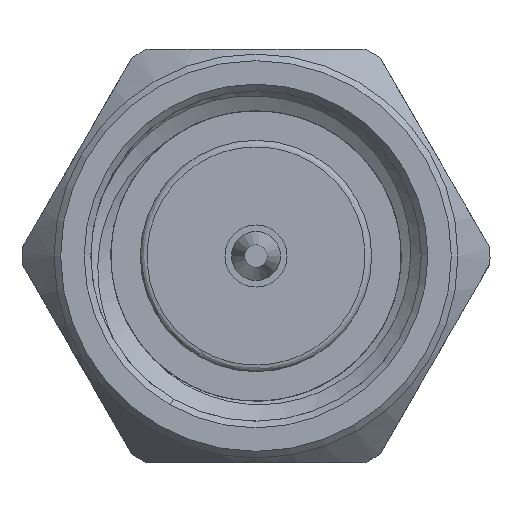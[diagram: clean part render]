
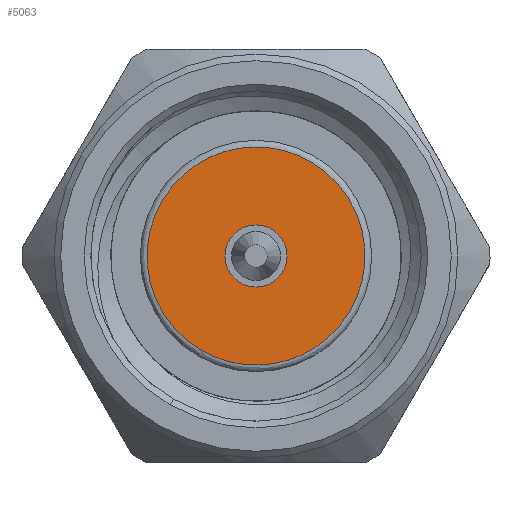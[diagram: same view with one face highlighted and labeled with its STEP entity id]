
A CAD part, left-side view. The second image highlights one B-rep face of the part: STEP entity #5063.
In plain terms, the highlighted planar face has unit normal (-1, 0, 0).
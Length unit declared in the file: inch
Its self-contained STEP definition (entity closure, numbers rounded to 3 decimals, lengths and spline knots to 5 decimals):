
#40 = EDGE_CURVE ( 'NONE', #5334, #5440, #1726, .T. ) ;
#105 = EDGE_LOOP ( 'NONE', ( #3292, #314 ) ) ;
#302 = EDGE_LOOP ( 'NONE', ( #2557 ) ) ;
#314 = ORIENTED_EDGE ( 'NONE', *, *, #40, .F. ) ;
#492 = CARTESIAN_POINT ( 'NONE',  ( 0.1, -0.04125, 0.07145 ) ) ;
#1032 = EDGE_CURVE ( 'NONE', #2973, #2973, #3099, .T. ) ;
#1070 = DIRECTION ( 'NONE',  ( 0., 0.5, -0.866 ) ) ;
#1157 = PLANE ( 'NONE',  #3580 ) ;
#1174 =( BOUNDED_CURVE ( )  B_SPLINE_CURVE ( 3, ( #4466, #1327, #1353, #492 ),
 .UNSPECIFIED., .F., .T. ) 
 B_SPLINE_CURVE_WITH_KNOTS ( ( 4, 4 ),
 ( 0., 1. ),
 .UNSPECIFIED. ) 
 CURVE ( )  GEOMETRIC_REPRESENTATION_ITEM ( )  RATIONAL_B_SPLINE_CURVE ( ( 1., 0.333, 0.333, 1. ) ) 
 REPRESENTATION_ITEM ( '' )  );
#1327 = CARTESIAN_POINT ( 'NONE',  ( 0.1, 0.18414, 0.01105 ) ) ;
#1353 = CARTESIAN_POINT ( 'NONE',  ( 0.1, 0.10164, 0.15395 ) ) ;
#1509 = EDGE_CURVE ( 'NONE', #5440, #5334, #1174, .T. ) ;
#1553 = DIRECTION ( 'NONE',  ( 1., 0., 0. ) ) ;
#1676 = CARTESIAN_POINT ( 'NONE',  ( 0.1, -0.10164, -0.15395 ) ) ;
#1726 =( BOUNDED_CURVE ( )  B_SPLINE_CURVE ( 3, ( #1956, #3804, #1676, #4666 ),
 .UNSPECIFIED., .F., .F. ) 
 B_SPLINE_CURVE_WITH_KNOTS ( ( 4, 4 ),
 ( 0., 1. ),
 .UNSPECIFIED. ) 
 CURVE ( )  GEOMETRIC_REPRESENTATION_ITEM ( )  RATIONAL_B_SPLINE_CURVE ( ( 1., 0.333, 0.333, 1. ) ) 
 REPRESENTATION_ITEM ( '' )  );
#1956 = CARTESIAN_POINT ( 'NONE',  ( 0.1, -0.04125, 0.07145 ) ) ;
#2557 = ORIENTED_EDGE ( 'NONE', *, *, #1032, .F. ) ;
#2973 = VERTEX_POINT ( 'NONE', #5602 ) ;
#3099 = CIRCLE ( 'NONE', #4109, 0.0235 ) ;
#3247 = DIRECTION ( 'NONE',  ( -1., 0., 0. ) ) ;
#3292 = ORIENTED_EDGE ( 'NONE', *, *, #1509, .F. ) ;
#3363 = FACE_OUTER_BOUND ( 'NONE', #105, .T. ) ;
#3580 = AXIS2_PLACEMENT_3D ( 'NONE', #5481, #1553, #5601 ) ;
#3742 = FACE_BOUND ( 'NONE', #302, .T. ) ;
#3804 = CARTESIAN_POINT ( 'NONE',  ( 0.1, -0.18414, -0.01105 ) ) ;
#3848 = CARTESIAN_POINT ( 'NONE',  ( 0.1, -0.04125, 0.07145 ) ) ;
#3905 = CARTESIAN_POINT ( 'NONE',  ( 0.1, 0.04125, -0.07145 ) ) ;
#4089 = CARTESIAN_POINT ( 'NONE',  ( 0.1, 0., 0. ) ) ;
#4109 = AXIS2_PLACEMENT_3D ( 'NONE', #4089, #3247, #1070 ) ;
#4466 = CARTESIAN_POINT ( 'NONE',  ( 0.1, 0.04125, -0.07145 ) ) ;
#4666 = CARTESIAN_POINT ( 'NONE',  ( 0.1, 0.04125, -0.07145 ) ) ;
#5063 = ADVANCED_FACE ( 'NONE', ( #3742, #3363 ), #1157, .F. ) ;
#5334 = VERTEX_POINT ( 'NONE', #3848 ) ;
#5440 = VERTEX_POINT ( 'NONE', #3905 ) ;
#5481 = CARTESIAN_POINT ( 'NONE',  ( 0.1, 0., 0. ) ) ;
#5601 = DIRECTION ( 'NONE',  ( 0., 0., 1. ) ) ;
#5602 = CARTESIAN_POINT ( 'NONE',  ( 0.1, 0.01175, -0.02035 ) ) ;
